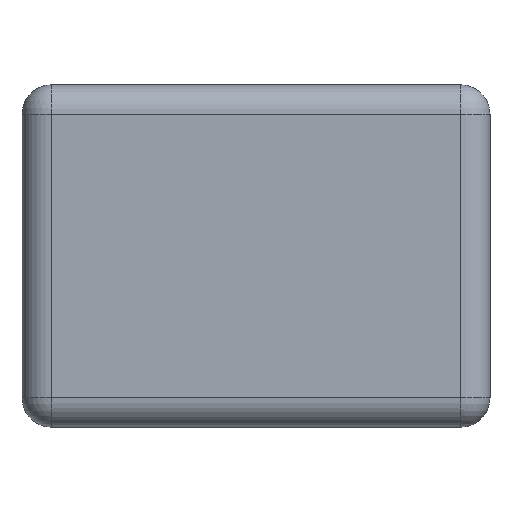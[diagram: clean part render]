
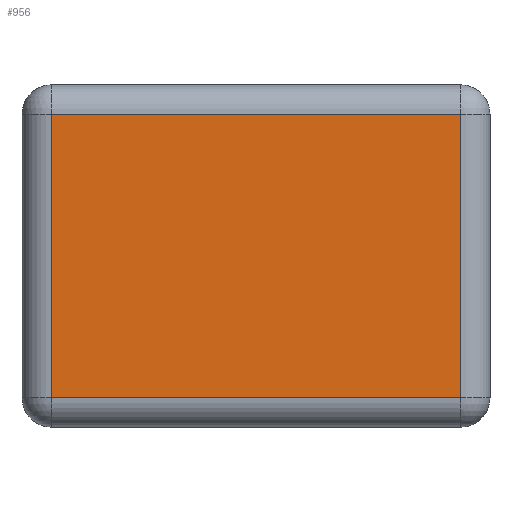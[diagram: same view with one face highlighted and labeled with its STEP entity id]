
A CAD part, left-side view. The second image highlights one B-rep face of the part: STEP entity #956.
In plain terms, the highlighted free-form (B-spline) face has degree [1, 1] with [2, 2] control points.
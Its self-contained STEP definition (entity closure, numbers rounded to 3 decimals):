
#545=CARTESIAN_POINT('',(-1.6,-0.7,0.1));
#546=VERTEX_POINT('',#545);
#571=CARTESIAN_POINT('',(-1.6,0.7,0.1));
#572=VERTEX_POINT('',#571);
#615=CARTESIAN_POINT('',(-1.6,-0.7,1.07));
#616=VERTEX_POINT('',#615);
#639=CARTESIAN_POINT('',(-1.6,0.7,1.07));
#640=VERTEX_POINT('',#639);
#707=CARTESIAN_POINT('',(-1.6,0.7,1.07));
#708=DIRECTION('',(0.0,-1.0,0.0));
#709=VECTOR('',#708,1.4);
#710=LINE('',#707,#709);
#711=EDGE_CURVE('',#640,#616,#710,.T.);
#729=CARTESIAN_POINT('',(-1.6,0.7,0.1));
#730=DIRECTION('',(0.0,0.0,1.0));
#731=VECTOR('',#730,0.97);
#732=LINE('',#729,#731);
#733=EDGE_CURVE('',#572,#640,#732,.T.);
#790=CARTESIAN_POINT('',(-1.6,-0.7,1.07));
#791=DIRECTION('',(0.0,0.0,-1.0));
#792=VECTOR('',#791,0.97);
#793=LINE('',#790,#792);
#794=EDGE_CURVE('',#616,#546,#793,.T.);
#805=CARTESIAN_POINT('',(-1.6,-0.7,0.1));
#806=DIRECTION('',(0.0,1.0,0.0));
#807=VECTOR('',#806,1.4);
#808=LINE('',#805,#807);
#809=EDGE_CURVE('',#546,#572,#808,.T.);
#945=CARTESIAN_POINT('',(-1.6,-0.7,1.07));
#946=CARTESIAN_POINT('',(-1.6,-0.7,0.1));
#947=CARTESIAN_POINT('',(-1.6,0.7,1.07));
#948=CARTESIAN_POINT('',(-1.6,0.7,0.1));
#949=B_SPLINE_SURFACE_WITH_KNOTS('',1,1,((#945,#947),(#946,#948)),.UNSPECIFIED.,.F.,.F.,.U.,(2,2),(2,2),(0.0,0.97),(0.0,1.4),.UNSPECIFIED.);
#950=ORIENTED_EDGE('',*,*,#711,.F.);
#951=ORIENTED_EDGE('',*,*,#733,.F.);
#952=ORIENTED_EDGE('',*,*,#809,.F.);
#953=ORIENTED_EDGE('',*,*,#794,.F.);
#954=EDGE_LOOP('',(#950,#951,#952,#953));
#955=FACE_OUTER_BOUND('',#954,.T.);
#956=ADVANCED_FACE('',(#955),#949,.F.);
